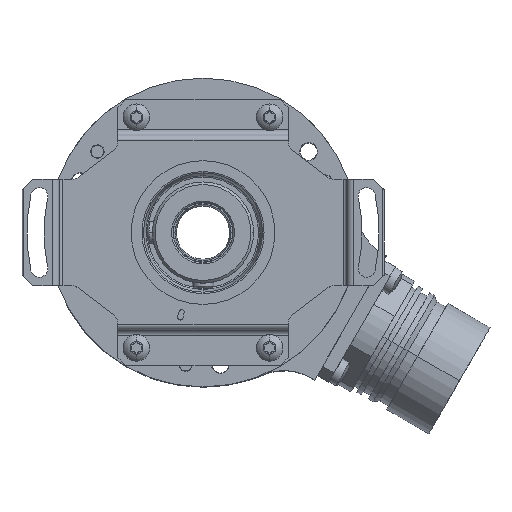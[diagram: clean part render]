
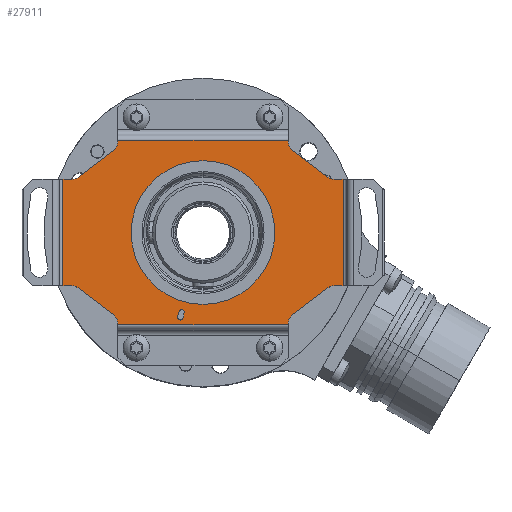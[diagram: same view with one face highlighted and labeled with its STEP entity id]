
A CAD part, top view. The second image highlights one B-rep face of the part: STEP entity #27911.
In plain terms, the highlighted planar face has unit normal (0, 0, 1).
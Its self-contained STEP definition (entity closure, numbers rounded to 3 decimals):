
#4010=DIRECTION('',(0.,1.,0.));
#4011=VECTOR('',#4010,0.274);
#4012=CARTESIAN_POINT('',(16.,-17.3,23.5));
#4013=LINE('',#4012,#4011);
#4122=DIRECTION('',(0.,1.,0.));
#4123=VECTOR('',#4122,0.274);
#4124=CARTESIAN_POINT('',(-16.,-17.3,23.5));
#4125=LINE('',#4124,#4123);
#4216=CARTESIAN_POINT('',(18.,-17.026,23.5));
#4217=DIRECTION('',(0.,0.,-1.));
#4218=DIRECTION('',(-1.,0.,0.));
#4219=AXIS2_PLACEMENT_3D('',#4216,#4217,#4218);
#4230=DIRECTION('',(-0.799,-0.602,0.));
#4231=VECTOR('',#4230,8.351);
#4232=CARTESIAN_POINT('',(23.466,-10.403,23.5));
#4233=LINE('',#4232,#4231);
#4234=DIRECTION('',(-1.,0.,0.));
#4235=VECTOR('',#4234,32.);
#4236=CARTESIAN_POINT('',(16.,-17.3,23.5));
#4237=LINE('',#4236,#4235);
#4238=DIRECTION('',(-0.799,0.602,0.));
#4239=VECTOR('',#4238,8.351);
#4240=CARTESIAN_POINT('',(-16.796,-15.428,23.5));
#4241=LINE('',#4240,#4239);
#4242=DIRECTION('',(0.799,0.602,0.));
#4243=VECTOR('',#4242,8.351);
#4244=CARTESIAN_POINT('',(-23.466,10.403,23.5));
#4245=LINE('',#4244,#4243);
#4246=DIRECTION('',(0.799,-0.602,0.));
#4247=VECTOR('',#4246,8.351);
#4248=CARTESIAN_POINT('',(16.796,15.428,23.5));
#4249=LINE('',#4248,#4247);
#4250=DIRECTION('',(0.,-1.,0.));
#4251=VECTOR('',#4250,20.);
#4252=CARTESIAN_POINT('',(26.3,10.,23.5));
#4253=LINE('',#4252,#4251);
#4254=CARTESIAN_POINT('',(0.,0.,23.5));
#4255=DIRECTION('',(0.,0.,-1.));
#4256=DIRECTION('',(0.,-1.,0.));
#4257=AXIS2_PLACEMENT_3D('',#4254,#4255,#4256);
#4259=CARTESIAN_POINT('',(0.,0.,23.5));
#4260=DIRECTION('',(0.,0.,-1.));
#4261=DIRECTION('',(0.,1.,0.));
#4262=AXIS2_PLACEMENT_3D('',#4259,#4260,#4261);
#4264=DIRECTION('',(0.259,0.966,0.));
#4265=VECTOR('',#4264,1.);
#4266=CARTESIAN_POINT('',(-3.788,-16.067,23.5));
#4267=LINE('',#4266,#4265);
#4268=CARTESIAN_POINT('',(-4.012,-14.972,23.5));
#4269=DIRECTION('',(0.,0.,1.));
#4270=DIRECTION('',(0.966,-0.259,0.));
#4271=AXIS2_PLACEMENT_3D('',#4268,#4269,#4270);
#4273=DIRECTION('',(-0.259,-0.966,0.));
#4274=VECTOR('',#4273,1.);
#4275=CARTESIAN_POINT('',(-4.495,-14.842,23.5));
#4276=LINE('',#4275,#4274);
#4277=CARTESIAN_POINT('',(-4.271,-15.938,23.5));
#4278=DIRECTION('',(0.,0.,1.));
#4279=DIRECTION('',(-0.966,0.259,0.));
#4280=AXIS2_PLACEMENT_3D('',#4277,#4278,#4279);
#4316=DIRECTION('',(-1.,0.,0.));
#4317=VECTOR('',#4316,1.631);
#4318=CARTESIAN_POINT('',(26.3,-10.,23.5));
#4319=LINE('',#4318,#4317);
#4424=DIRECTION('',(-1.,0.,0.));
#4425=VECTOR('',#4424,1.631);
#4426=CARTESIAN_POINT('',(26.3,10.,23.5));
#4427=LINE('',#4426,#4425);
#4474=CARTESIAN_POINT('',(24.669,12.,23.5));
#4475=DIRECTION('',(0.,0.,-1.));
#4476=DIRECTION('',(0.,-1.,0.));
#4477=AXIS2_PLACEMENT_3D('',#4474,#4475,#4476);
#4501=CARTESIAN_POINT('',(18.,17.026,23.5));
#4502=DIRECTION('',(0.,0.,-1.));
#4503=DIRECTION('',(-0.602,-0.799,0.));
#4504=AXIS2_PLACEMENT_3D('',#4501,#4502,#4503);
#4524=DIRECTION('',(0.,1.,0.));
#4525=VECTOR('',#4524,0.274);
#4526=CARTESIAN_POINT('',(16.,17.026,23.5));
#4527=LINE('',#4526,#4525);
#4612=DIRECTION('',(0.,1.,0.));
#4613=VECTOR('',#4612,0.274);
#4614=CARTESIAN_POINT('',(-16.,17.026,23.5));
#4615=LINE('',#4614,#4613);
#4988=DIRECTION('',(-1.,0.,0.));
#4989=VECTOR('',#4988,32.);
#4990=CARTESIAN_POINT('',(16.,17.3,23.5));
#4991=LINE('',#4990,#4989);
#5252=CARTESIAN_POINT('',(-18.,17.026,23.5));
#5253=DIRECTION('',(0.,0.,-1.));
#5254=DIRECTION('',(1.,0.,0.));
#5255=AXIS2_PLACEMENT_3D('',#5252,#5253,#5254);
#5279=CARTESIAN_POINT('',(-24.669,12.,23.5));
#5280=DIRECTION('',(0.,0.,-1.));
#5281=DIRECTION('',(0.602,-0.799,0.));
#5282=AXIS2_PLACEMENT_3D('',#5279,#5280,#5281);
#5318=DIRECTION('',(-1.,0.,0.));
#5319=VECTOR('',#5318,1.631);
#5320=CARTESIAN_POINT('',(-24.669,10.,23.5));
#5321=LINE('',#5320,#5319);
#5426=DIRECTION('',(-1.,0.,0.));
#5427=VECTOR('',#5426,1.631);
#5428=CARTESIAN_POINT('',(-24.669,-10.,23.5));
#5429=LINE('',#5428,#5427);
#5468=DIRECTION('',(0.,-1.,0.));
#5469=VECTOR('',#5468,20.);
#5470=CARTESIAN_POINT('',(-26.3,10.,23.5));
#5471=LINE('',#5470,#5469);
#5476=CARTESIAN_POINT('',(-24.669,-12.,23.5));
#5477=DIRECTION('',(0.,0.,-1.));
#5478=DIRECTION('',(0.,1.,0.));
#5479=AXIS2_PLACEMENT_3D('',#5476,#5477,#5478);
#5503=CARTESIAN_POINT('',(-18.,-17.026,23.5));
#5504=DIRECTION('',(0.,0.,-1.));
#5505=DIRECTION('',(0.602,0.799,0.));
#5506=AXIS2_PLACEMENT_3D('',#5503,#5504,#5505);
#5665=CARTESIAN_POINT('',(24.669,-12.,23.5));
#5666=DIRECTION('',(0.,0.,-1.));
#5667=DIRECTION('',(-0.602,0.799,0.));
#5668=AXIS2_PLACEMENT_3D('',#5665,#5666,#5667);
#20264=CARTESIAN_POINT('',(16.,17.3,23.5));
#20266=VERTEX_POINT('',#20264);
#20290=CARTESIAN_POINT('',(16.,-17.3,23.5));
#20291=VERTEX_POINT('',#20290);
#20292=CARTESIAN_POINT('',(-16.,17.3,23.5));
#20294=VERTEX_POINT('',#20292);
#20318=CARTESIAN_POINT('',(-16.,-17.3,23.5));
#20319=VERTEX_POINT('',#20318);
#20354=CARTESIAN_POINT('',(26.3,10.,23.5));
#20355=VERTEX_POINT('',#20354);
#20356=CARTESIAN_POINT('',(-26.3,10.,23.5));
#20358=VERTEX_POINT('',#20356);
#20394=CARTESIAN_POINT('',(26.3,-10.,23.5));
#20395=VERTEX_POINT('',#20394);
#20396=CARTESIAN_POINT('',(-26.3,-10.,23.5));
#20398=VERTEX_POINT('',#20396);
#20416=CARTESIAN_POINT('',(16.,-17.026,23.5));
#20418=VERTEX_POINT('',#20416);
#20420=CARTESIAN_POINT('',(16.796,-15.428,23.5));
#20422=VERTEX_POINT('',#20420);
#20425=CARTESIAN_POINT('',(24.669,-10.,23.5));
#20427=VERTEX_POINT('',#20425);
#20429=CARTESIAN_POINT('',(23.466,-10.403,23.5));
#20431=VERTEX_POINT('',#20429);
#20432=CARTESIAN_POINT('',(24.669,10.,23.5));
#20434=VERTEX_POINT('',#20432);
#20436=CARTESIAN_POINT('',(23.466,10.403,23.5));
#20438=VERTEX_POINT('',#20436);
#20441=CARTESIAN_POINT('',(16.,17.026,23.5));
#20443=VERTEX_POINT('',#20441);
#20445=CARTESIAN_POINT('',(16.796,15.428,23.5));
#20447=VERTEX_POINT('',#20445);
#20449=CARTESIAN_POINT('',(-16.,-17.026,23.5));
#20451=VERTEX_POINT('',#20449);
#20453=CARTESIAN_POINT('',(-16.796,-15.428,23.5));
#20455=VERTEX_POINT('',#20453);
#20456=CARTESIAN_POINT('',(-24.669,-10.,23.5));
#20458=VERTEX_POINT('',#20456);
#20460=CARTESIAN_POINT('',(-23.466,-10.403,23.5));
#20462=VERTEX_POINT('',#20460);
#20464=CARTESIAN_POINT('',(-16.,17.026,23.5));
#20466=VERTEX_POINT('',#20464);
#20468=CARTESIAN_POINT('',(-16.796,15.428,23.5));
#20470=VERTEX_POINT('',#20468);
#20473=CARTESIAN_POINT('',(-24.669,10.,23.5));
#20475=VERTEX_POINT('',#20473);
#20477=CARTESIAN_POINT('',(-23.466,10.403,23.5));
#20479=VERTEX_POINT('',#20477);
#20480=CARTESIAN_POINT('',(0.,-13.5,23.5));
#20481=CARTESIAN_POINT('',(0.,13.5,23.5));
#20482=VERTEX_POINT('',#20480);
#20483=VERTEX_POINT('',#20481);
#20520=CARTESIAN_POINT('',(-3.788,-16.067,23.5));
#20521=CARTESIAN_POINT('',(-3.529,-15.101,23.5));
#20522=VERTEX_POINT('',#20520);
#20523=VERTEX_POINT('',#20521);
#20524=CARTESIAN_POINT('',(-4.495,-14.842,23.5));
#20525=VERTEX_POINT('',#20524);
#20526=CARTESIAN_POINT('',(-4.753,-15.808,23.5));
#20527=VERTEX_POINT('',#20526);
#27844=CARTESIAN_POINT('',(16.,-17.3,23.5));
#27845=DIRECTION('',(0.,0.,1.));
#27846=DIRECTION('',(0.,1.,0.));
#27847=AXIS2_PLACEMENT_3D('',#27844,#27845,#27846);
#27848=PLANE('',#27847);
#27850=ORIENTED_EDGE('',*,*,#27849,.T.);
#27852=ORIENTED_EDGE('',*,*,#27851,.F.);
#27853=ORIENTED_EDGE('',*,*,#27823,.T.);
#27854=ORIENTED_EDGE('',*,*,#27837,.F.);
#27855=ORIENTED_EDGE('',*,*,#27526,.F.);
#27857=ORIENTED_EDGE('',*,*,#27856,.T.);
#27858=ORIENTED_EDGE('',*,*,#27691,.T.);
#27860=ORIENTED_EDGE('',*,*,#27859,.F.);
#27862=ORIENTED_EDGE('',*,*,#27861,.T.);
#27864=ORIENTED_EDGE('',*,*,#27863,.F.);
#27866=ORIENTED_EDGE('',*,*,#27865,.T.);
#27868=ORIENTED_EDGE('',*,*,#27867,.F.);
#27870=ORIENTED_EDGE('',*,*,#27869,.F.);
#27872=ORIENTED_EDGE('',*,*,#27871,.F.);
#27874=ORIENTED_EDGE('',*,*,#27873,.T.);
#27876=ORIENTED_EDGE('',*,*,#27875,.F.);
#27878=ORIENTED_EDGE('',*,*,#27877,.T.);
#27880=ORIENTED_EDGE('',*,*,#27879,.F.);
#27882=ORIENTED_EDGE('',*,*,#27881,.F.);
#27884=ORIENTED_EDGE('',*,*,#27883,.F.);
#27886=ORIENTED_EDGE('',*,*,#27885,.T.);
#27888=ORIENTED_EDGE('',*,*,#27887,.F.);
#27890=ORIENTED_EDGE('',*,*,#27889,.F.);
#27892=ORIENTED_EDGE('',*,*,#27891,.T.);
#27893=EDGE_LOOP('',(#27850,#27852,#27853,#27854,#27855,#27857,#27858,#27860,
#27862,#27864,#27866,#27868,#27870,#27872,#27874,#27876,#27878,#27880,#27882,
#27884,#27886,#27888,#27890,#27892));
#27894=FACE_OUTER_BOUND('',#27893,.F.);
#27896=ORIENTED_EDGE('',*,*,#27895,.F.);
#27898=ORIENTED_EDGE('',*,*,#27897,.F.);
#27899=EDGE_LOOP('',(#27896,#27898));
#27900=FACE_BOUND('',#27899,.F.);
#27902=ORIENTED_EDGE('',*,*,#27901,.T.);
#27904=ORIENTED_EDGE('',*,*,#27903,.T.);
#27906=ORIENTED_EDGE('',*,*,#27905,.T.);
#27908=ORIENTED_EDGE('',*,*,#27907,.T.);
#27909=EDGE_LOOP('',(#27902,#27904,#27906,#27908));
#27910=FACE_BOUND('',#27909,.F.);
#4220=CIRCLE('',#4219,2.);
#4258=CIRCLE('',#4257,13.5);
#4263=CIRCLE('',#4262,13.5);
#4272=CIRCLE('',#4271,0.5);
#4281=CIRCLE('',#4280,0.5);
#4478=CIRCLE('',#4477,2.);
#4505=CIRCLE('',#4504,2.);
#5256=CIRCLE('',#5255,2.);
#5283=CIRCLE('',#5282,2.);
#5480=CIRCLE('',#5479,2.);
#5507=CIRCLE('',#5506,2.);
#5669=CIRCLE('',#5668,2.);
#27526=EDGE_CURVE('',#20291,#20418,#4013,.T.);
#27691=EDGE_CURVE('',#20319,#20451,#4125,.T.);
#27823=EDGE_CURVE('',#20431,#20422,#4233,.T.);
#27837=EDGE_CURVE('',#20418,#20422,#4220,.T.);
#27849=EDGE_CURVE('',#20395,#20427,#4319,.T.);
#27851=EDGE_CURVE('',#20431,#20427,#5669,.T.);
#27856=EDGE_CURVE('',#20291,#20319,#4237,.T.);
#27859=EDGE_CURVE('',#20455,#20451,#5507,.T.);
#27861=EDGE_CURVE('',#20455,#20462,#4241,.T.);
#27863=EDGE_CURVE('',#20458,#20462,#5480,.T.);
#27865=EDGE_CURVE('',#20458,#20398,#5429,.T.);
#27867=EDGE_CURVE('',#20358,#20398,#5471,.T.);
#27869=EDGE_CURVE('',#20475,#20358,#5321,.T.);
#27871=EDGE_CURVE('',#20479,#20475,#5283,.T.);
#27873=EDGE_CURVE('',#20479,#20470,#4245,.T.);
#27875=EDGE_CURVE('',#20466,#20470,#5256,.T.);
#27877=EDGE_CURVE('',#20466,#20294,#4615,.T.);
#27879=EDGE_CURVE('',#20266,#20294,#4991,.T.);
#27881=EDGE_CURVE('',#20443,#20266,#4527,.T.);
#27883=EDGE_CURVE('',#20447,#20443,#4505,.T.);
#27885=EDGE_CURVE('',#20447,#20438,#4249,.T.);
#27887=EDGE_CURVE('',#20434,#20438,#4478,.T.);
#27889=EDGE_CURVE('',#20355,#20434,#4427,.T.);
#27891=EDGE_CURVE('',#20355,#20395,#4253,.T.);
#27895=EDGE_CURVE('',#20482,#20483,#4258,.T.);
#27897=EDGE_CURVE('',#20483,#20482,#4263,.T.);
#27901=EDGE_CURVE('',#20522,#20523,#4267,.T.);
#27903=EDGE_CURVE('',#20523,#20525,#4272,.T.);
#27905=EDGE_CURVE('',#20525,#20527,#4276,.T.);
#27907=EDGE_CURVE('',#20527,#20522,#4281,.T.);
#27911=ADVANCED_FACE('',(#27894,#27900,#27910),#27848,.T.);
